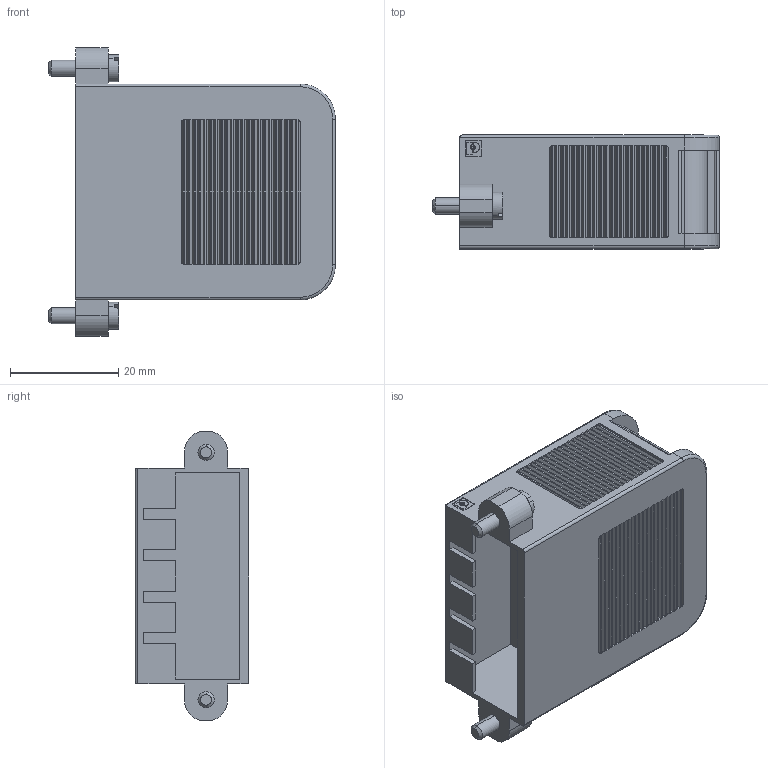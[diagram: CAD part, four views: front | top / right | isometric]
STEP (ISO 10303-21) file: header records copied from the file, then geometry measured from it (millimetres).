
FILE_DESCRIPTION(('SolidDesigner STEP Export'),'2;1');
FILE_NAME('kgg-pc_4-5-f.stp','2005-02-08T15:05:11',(''),(''),'OneSpaceDesigner STEP processor Version: 9.0 (March 2001)for AP214(CD)(Solid Model)','CoCreate OneSpaceDesigner: 11.50A 18-Jul-2002(C) CoCreate Software GmbH','');
FILE_SCHEMA(('AUTOMOTIVE_DESIGN_CC2 {1 2 10303 214 -1 1 5 1}'));
Length unit declared in the file: millimetre
Products named in the file (2): kgg-pc_4-5-f
Assembly tree (1 placements, depth 2):
  kgg-pc_4-5-f
    kgg-pc_4-5-f
Bounding box: 53 x 21 x 53.3 mm (x, y, z)
Volume: 28583.5 mm3; surface area: 11969.4 mm2
Topology: 1 solids, 1 shells, 551 faces, 1324 edges, 874 vertices
Faces by surface type: plane 437, cylinder 92, torus 14, cone 8
Entity records: 19612 total; most frequent: CARTESIAN_POINT 3004, ORIENTED_EDGE 2648, DIRECTION 2184, EDGE_CURVE 1324, VECTOR 1060, LINE 1060, VERTEX_POINT 874, EDGE_LOOP 650
